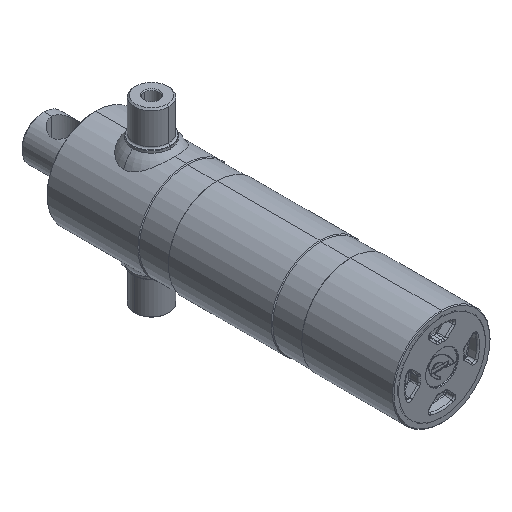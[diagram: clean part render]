
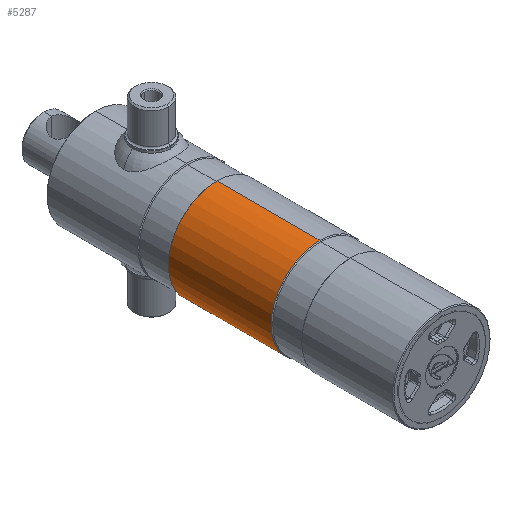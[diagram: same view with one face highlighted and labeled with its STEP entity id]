
A CAD part, isometric view. The second image highlights one B-rep face of the part: STEP entity #5287.
In plain terms, the highlighted cylindrical face has radius 64 mm (diameter 128 mm), a partial arc.
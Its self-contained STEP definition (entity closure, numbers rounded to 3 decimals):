
#262 = CARTESIAN_POINT ( 'NONE',  ( 0., -30.734, -64. ) ) ;
#265 = CARTESIAN_POINT ( 'NONE',  ( 0., -30.734, 64. ) ) ;
#591 = EDGE_CURVE ( 'NONE', #984, #5086, #5319, .T. ) ;
#846 = DIRECTION ( 'NONE',  ( 0., -1., 0. ) ) ;
#945 = CIRCLE ( 'NONE', #4112, 64. ) ;
#984 = VERTEX_POINT ( 'NONE', #8807 ) ;
#1055 = AXIS2_PLACEMENT_3D ( 'NONE', #1776, #6822, #2529 ) ;
#1311 = ORIENTED_EDGE ( 'NONE', *, *, #591, .T. ) ;
#1776 = CARTESIAN_POINT ( 'NONE',  ( 0., 295., 0. ) ) ;
#1786 = DIRECTION ( 'NONE',  ( 0., -1., 0. ) ) ;
#2006 = CARTESIAN_POINT ( 'NONE',  ( 0., 160., 0. ) ) ;
#2196 = CARTESIAN_POINT ( 'NONE',  ( 0., 295., 64. ) ) ;
#2409 = CARTESIAN_POINT ( 'NONE',  ( 0., 160., -64. ) ) ;
#2529 = DIRECTION ( 'NONE',  ( 0., 0., -1. ) ) ;
#2561 = CIRCLE ( 'NONE', #1055, 64. ) ;
#2609 = VERTEX_POINT ( 'NONE', #3825 ) ;
#2742 = DIRECTION ( 'NONE',  ( 0., 0., -1. ) ) ;
#3165 = LINE ( 'NONE', #265, #4406 ) ;
#3825 = CARTESIAN_POINT ( 'NONE',  ( 0., 160., 64. ) ) ;
#4098 = DIRECTION ( 'NONE',  ( 0., 0., -1. ) ) ;
#4112 = AXIS2_PLACEMENT_3D ( 'NONE', #2006, #7030, #2742 ) ;
#4406 = VECTOR ( 'NONE', #6182, 1000. ) ;
#4745 = VECTOR ( 'NONE', #846, 1000. ) ;
#5086 = VERTEX_POINT ( 'NONE', #2409 ) ;
#5287 = ADVANCED_FACE ( 'NONE', ( #7152 ), #9090, .T. ) ;
#5319 = LINE ( 'NONE', #262, #4745 ) ;
#6182 = DIRECTION ( 'NONE',  ( 0., -1., 0. ) ) ;
#6266 = ORIENTED_EDGE ( 'NONE', *, *, #6767, .F. ) ;
#6269 = EDGE_CURVE ( 'NONE', #2609, #5086, #945, .T. ) ;
#6767 = EDGE_CURVE ( 'NONE', #7649, #2609, #3165, .T. ) ;
#6822 = DIRECTION ( 'NONE',  ( 0., -1., 0. ) ) ;
#7030 = DIRECTION ( 'NONE',  ( 0., -1., 0. ) ) ;
#7152 = FACE_OUTER_BOUND ( 'NONE', #7179, .T. ) ;
#7179 = EDGE_LOOP ( 'NONE', ( #6266, #9126, #1311, #9516 ) ) ;
#7416 = AXIS2_PLACEMENT_3D ( 'NONE', #8306, #1786, #4098 ) ;
#7649 = VERTEX_POINT ( 'NONE', #2196 ) ;
#8306 = CARTESIAN_POINT ( 'NONE',  ( 0., -30.734, 0. ) ) ;
#8683 = EDGE_CURVE ( 'NONE', #7649, #984, #2561, .T. ) ;
#8807 = CARTESIAN_POINT ( 'NONE',  ( 0., 295., -64. ) ) ;
#9090 = CYLINDRICAL_SURFACE ( 'NONE', #7416, 64. ) ;
#9126 = ORIENTED_EDGE ( 'NONE', *, *, #8683, .T. ) ;
#9516 = ORIENTED_EDGE ( 'NONE', *, *, #6269, .F. ) ;
